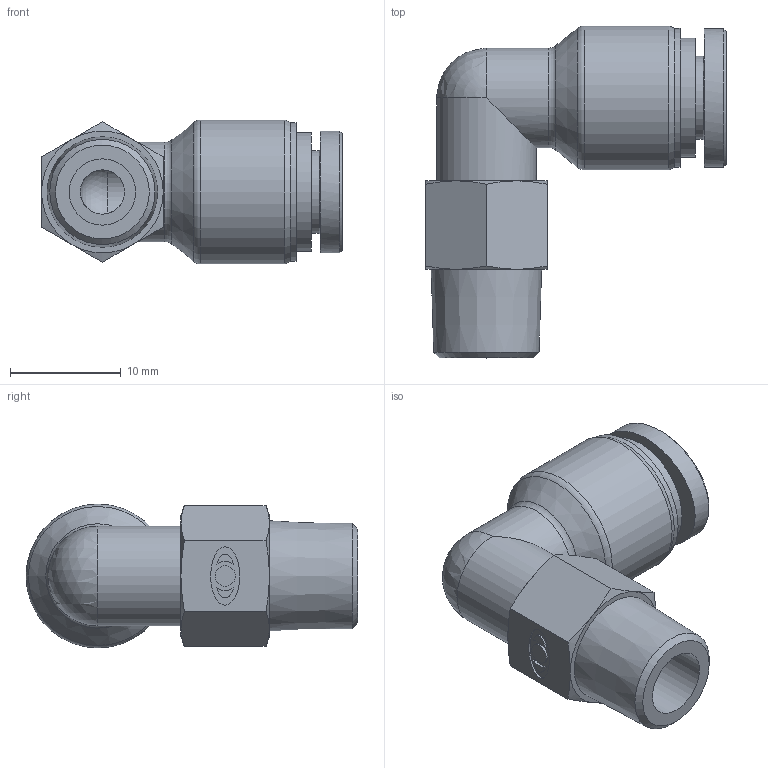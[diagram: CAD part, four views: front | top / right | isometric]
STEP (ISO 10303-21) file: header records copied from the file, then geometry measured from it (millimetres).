
FILE_DESCRIPTION((''),'2;1');
FILE_NAME('F-PL 0601.stp','2020-12-02T08:55:57',('Administrator'),(''),'Autodesk Inventor 2013','Autodesk Inventor 2013','');
FILE_SCHEMA(('CONFIG_CONTROL_DESIGN'));
Length unit declared in the file: millimetre
Products named in the file (4): F-PL 0601; F-PL 0601 BODY; F-BODY 01(SUS); F-SLEEVE 06(SUS)
Assembly tree (3 placements, depth 2):
  F-PL 0601
    F-PL 0601 BODY
    F-BODY 01(SUS)
    F-SLEEVE 06(SUS)
Bounding box: 27.2 x 30 x 13 mm (x, y, z)
Volume: 2921.6 mm3; surface area: 2871.6 mm2
Topology: 3 solids, 3 shells, 284 faces, 734 edges, 481 vertices
Faces by surface type: plane 126, bspline 122, cone 18, cylinder 14, sphere 2, torus 2
Full cylindrical faces by diameter (mm): 1.841 x1, 4 x1, 5 x1, 6 x1, 6.15 x1, 6.2 x1, 7.5 x1, 9 x2, 10.75 x1, 12.55 x1, 13 x1
Entity records: 8835 total; most frequent: CARTESIAN_POINT 2739, ORIENTED_EDGE 1410, DIRECTION 836, EDGE_CURVE 705, VERTEX_POINT 475, VECTOR 388, LINE 388, EDGE_LOOP 338
